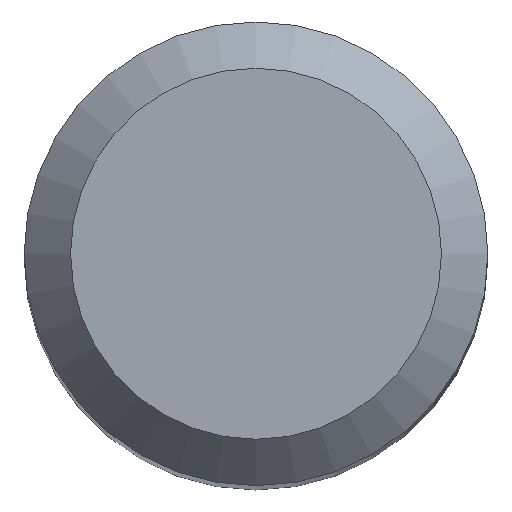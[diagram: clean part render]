
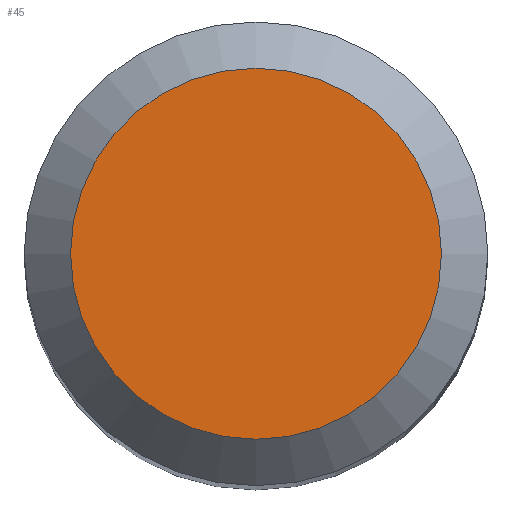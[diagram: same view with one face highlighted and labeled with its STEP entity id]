
A CAD part, top view. The second image highlights one B-rep face of the part: STEP entity #45.
In plain terms, the highlighted planar face has unit normal (0, 0, 1).
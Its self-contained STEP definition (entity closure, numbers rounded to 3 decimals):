
#2 = FACE_OUTER_BOUND ( 'NONE', #246, .T. ) ;
#8 = EDGE_CURVE ( 'NONE', #135, #135, #50, .T. ) ;
#35 = ORIENTED_EDGE ( 'NONE', *, *, #8, .F. ) ;
#43 = DIRECTION ( 'NONE',  ( 0., 0., -1. ) ) ;
#45 = ADVANCED_FACE ( 'NONE', ( #2 ), #236, .F. ) ;
#49 = CARTESIAN_POINT ( 'NONE',  ( 0., 3.2, 79. ) ) ;
#50 = CIRCLE ( 'NONE', #239, 3.2 ) ;
#58 = DIRECTION ( 'NONE',  ( 0., 1., 0. ) ) ;
#102 = CARTESIAN_POINT ( 'NONE',  ( 0., 0., 79. ) ) ;
#135 = VERTEX_POINT ( 'NONE', #49 ) ;
#154 = AXIS2_PLACEMENT_3D ( 'NONE', #102, #215, #58 ) ;
#167 = DIRECTION ( 'NONE',  ( 0., 1., 0. ) ) ;
#168 = CARTESIAN_POINT ( 'NONE',  ( 0., 0., 79. ) ) ;
#215 = DIRECTION ( 'NONE',  ( 0., 0., -1. ) ) ;
#236 = PLANE ( 'NONE',  #154 ) ;
#239 = AXIS2_PLACEMENT_3D ( 'NONE', #168, #43, #167 ) ;
#246 = EDGE_LOOP ( 'NONE', ( #35 ) ) ;
